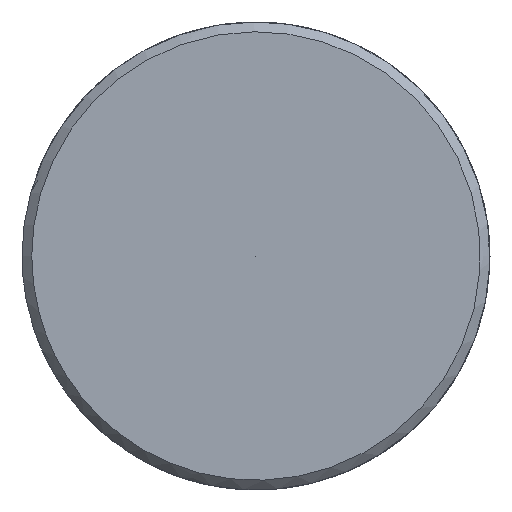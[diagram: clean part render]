
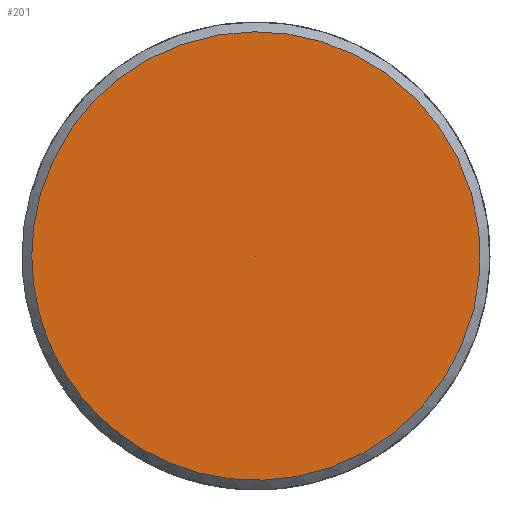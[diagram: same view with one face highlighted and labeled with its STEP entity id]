
A CAD part, left-side view. The second image highlights one B-rep face of the part: STEP entity #201.
In plain terms, the highlighted free-form (B-spline) face has degree [5, 1] with [6, 2] control points.
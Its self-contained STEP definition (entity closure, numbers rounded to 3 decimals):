
#167 = CARTESIAN_POINT ('', (-84., 5.75, 0.));
#168 = VERTEX_POINT ('', #167);
#169 = CARTESIAN_POINT ('', (-84., 0., 0.));
#170 = VERTEX_POINT ('', #169);
#171 = CARTESIAN_POINT ('', (-84., 5.75, 0.));
#172 = CARTESIAN_POINT ('', (-84., 0., 0.));
#173 = B_SPLINE_CURVE_WITH_KNOTS ('', 1, (#171, #172), .UNSPECIFIED., .F., .U., (2, 2), (0., 1.), .UNSPECIFIED.);
#174 = EDGE_CURVE ('', #168, #170, #173, .T.);
#175 = ORIENTED_EDGE ('', *, *, #174, .F.);
#176 = CARTESIAN_POINT ('', (-84., 5.75, 0.));
#177 = CARTESIAN_POINT ('', (-84., 5.75, 23.));
#178 = CARTESIAN_POINT ('', (-84., -17.25, 11.5));
#179 = CARTESIAN_POINT ('', (-84., -17.25, -11.5));
#180 = CARTESIAN_POINT ('', (-84., 5.75, -23.));
#181 = CARTESIAN_POINT ('', (-84., 5.75, 0.));
#182 = (
   BOUNDED_CURVE ()
   B_SPLINE_CURVE (5, (#176, #177, #178, #179, #180, #181), .UNSPECIFIED., .T., .U.)
   B_SPLINE_CURVE_WITH_KNOTS ((6, 6), (0., 1.), .UNSPECIFIED.)
   CURVE ()
   GEOMETRIC_REPRESENTATION_ITEM ()
   RATIONAL_B_SPLINE_CURVE ((5., 1., 1., 1., 1., 5.))
   REPRESENTATION_ITEM ('')
);
#183 = EDGE_CURVE ('', #168, #168, #182, .T.);
#184 = ORIENTED_EDGE ('', *, *, #183, .T.);
#185 = ORIENTED_EDGE ('', *, *, #174, .T.);
#186 = EDGE_LOOP ('', (#175, #184, #185));
#187 = FACE_OUTER_BOUND ('', #186, .F.);
#188 = CARTESIAN_POINT ('', (-84., 5.75, 0.));
#189 = CARTESIAN_POINT ('', (-84., 0., 0.));
#190 = CARTESIAN_POINT ('', (-84., 5.75, 23.));
#191 = CARTESIAN_POINT ('', (-84., 0., 0.));
#192 = CARTESIAN_POINT ('', (-84., -17.25, 11.5));
#193 = CARTESIAN_POINT ('', (-84., 0., 0.));
#194 = CARTESIAN_POINT ('', (-84., -17.25, -11.5));
#195 = CARTESIAN_POINT ('', (-84., 0., 0.));
#196 = CARTESIAN_POINT ('', (-84., 5.75, -23.));
#197 = CARTESIAN_POINT ('', (-84., 0., 0.));
#198 = CARTESIAN_POINT ('', (-84., 5.75, 0.));
#199 = CARTESIAN_POINT ('', (-84., 0., 0.));
#200 = (
   BOUNDED_SURFACE ()
   B_SPLINE_SURFACE (5, 1, ((#188, #189), (#190, #191), (#192, #193), (#194, #195), (#196, #197), (#198, #199)), .UNSPECIFIED., .T., .F., .U.)
   B_SPLINE_SURFACE_WITH_KNOTS ((6, 6), (2, 2), (0., 1.), (0., 1.), .UNSPECIFIED.)
   SURFACE ()
   GEOMETRIC_REPRESENTATION_ITEM ()
   RATIONAL_B_SPLINE_SURFACE (((5., 5.), (1., 1.), (1., 1.), (1., 1.), (1., 1.), (5., 5.)))
   REPRESENTATION_ITEM ('')
);
#201 = ADVANCED_FACE ('', (#187), #200, .F.);
